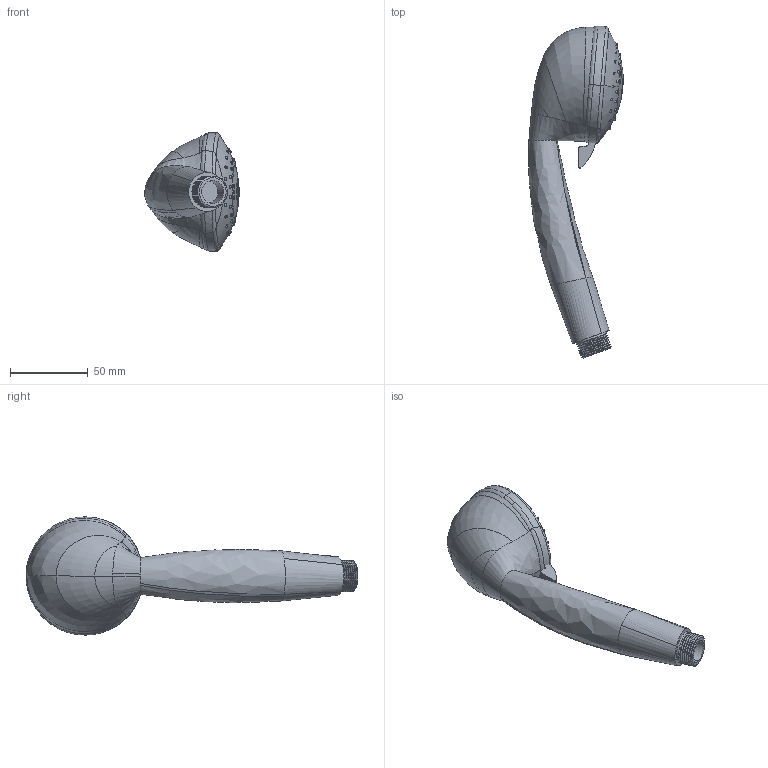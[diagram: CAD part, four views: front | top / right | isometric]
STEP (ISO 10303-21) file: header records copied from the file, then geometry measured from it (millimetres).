
FILE_DESCRIPTION(('CATIA V5 STEP Exchange','CAx-IF Rec.Pracs.--- Model Styling and Organization---1.5--- 2016-08-15','CAx-IF Rec.Pracs.---Supplemental Geometry---1.0---2011-11-01','CAx-IF Rec.Pracs.--- Composite Materials ---3.4---2017-06-13','CAx-IF Rec.Pracs.---Tessellated 3D Geometry---1.0---2015-12-17'),'2;1');
FILE_NAME('PR97009 Doccetta 3 getti TETI.stp','2024-02-21T09:45:24+00:00',('none'),('none'),'CATIA Version 5-6 Release 2020 SP2','CATIA V5 STEP AP242 v2','none');
FILE_SCHEMA(('AP242_MANAGED_MODEL_BASED_3D_ENGINEERING_MIM_LF {1 0 10303 442 1 1 4}'));
Length unit declared in the file: millimetre
Products named in the file (1): PR97009
Bounding box: 60.64 x 213.53 x 76 mm (x, y, z)
Volume: 248954 mm3; surface area: 35237.7 mm2
Topology: 2 solids, 2 shells, 441 faces, 1110 edges, 759 vertices
Faces by surface type: plane 178, cylinder 123, cone 106, bspline 26, sphere 5, torus 3
Entity records: 17176 total; most frequent: CARTESIAN_POINT 8519, ORIENTED_EDGE 2220, EDGE_CURVE 1110, DIRECTION 958, VERTEX_POINT 759, EDGE_LOOP 527, ADVANCED_FACE 441, FACE_OUTER_BOUND 441
